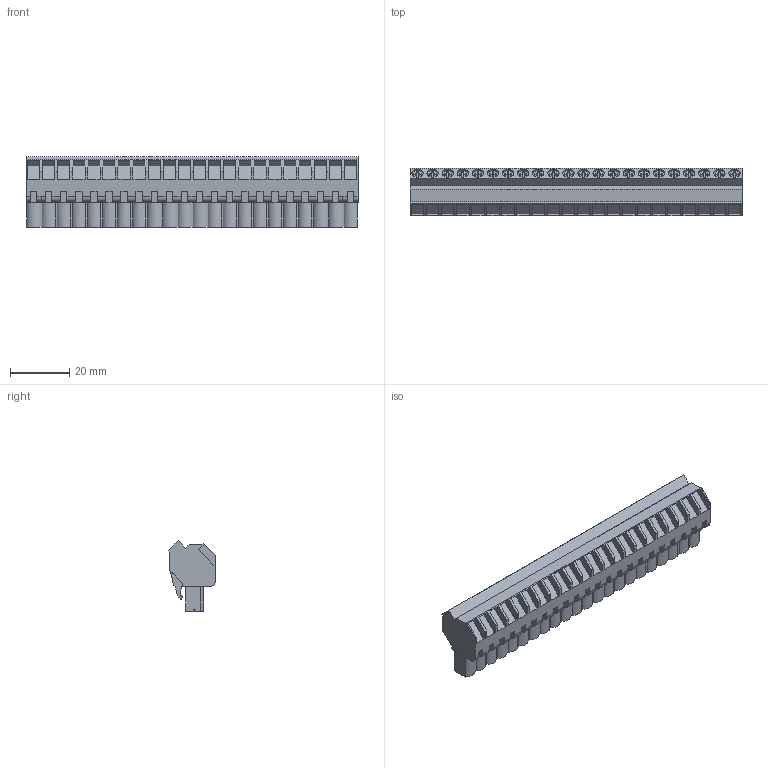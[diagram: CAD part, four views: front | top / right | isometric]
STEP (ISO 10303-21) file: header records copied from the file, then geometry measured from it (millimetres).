
FILE_DESCRIPTION(('CATIA V5 STEP Exchange','CAx-IF Rec.Pracs.--- Model Styling and Organization---1.2---2011-12-15'),'2;1');
FILE_NAME ('D1460074_0_1946450000_1946450000.stp','2017-09-23T15:15:36+00:00',('none'),('Weidmueller'),'CATIA Version 5-6 Release 2014','CATIA V5 STEP AP214','none');
FILE_SCHEMA(('AUTOMOTIVE_DESIGN { 1 0 10303 214 1 1 1 1 }'));
Length unit declared in the file: millimetre
Products named in the file (1): 1946450000
Bounding box: 111.76 x 15.88 x 23.77 mm (x, y, z)
Volume: 23944.8 mm3; surface area: 12655.6 mm2
Topology: 23 solids, 23 shells, 1148 faces, 3331 edges, 2274 vertices
Faces by surface type: plane 917, cylinder 227, extrusion 4
Entity records: 34908 total; most frequent: ORIENTED_EDGE 6662, CARTESIAN_POINT 6604, DIRECTION 4531, EDGE_CURVE 3331, VECTOR 2787, LINE 2783, VERTEX_POINT 2274, EDGE_LOOP 1193
